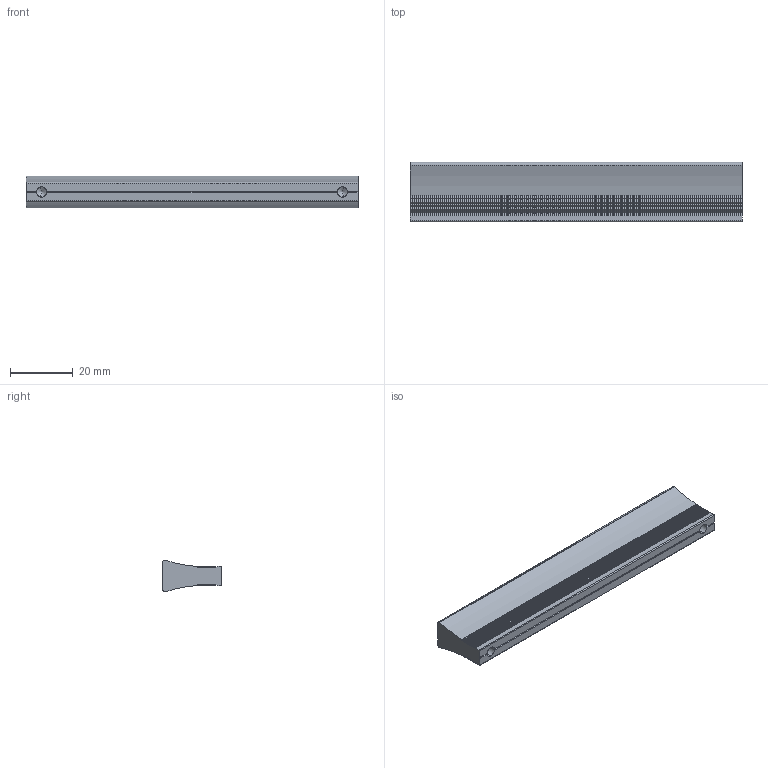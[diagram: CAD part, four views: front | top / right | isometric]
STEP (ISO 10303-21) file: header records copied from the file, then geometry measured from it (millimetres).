
FILE_DESCRIPTION (( 'STEP AP214' ), '1' );
FILE_NAME ('F002618,F002621,F002624_3D.step', '2022-06-10T07:03:40', ( '' ), ( '' ), 'SwSTEP 2.0', 'SolidWorks 2020', '' );
FILE_SCHEMA (( 'AUTOMOTIVE_DESIGN' ));
Length unit declared in the file: millimetre
Products named in the file (1): F002618,F002621,F002624_3D
Bounding box: 106 x 19.02 x 10.01 mm (x, y, z)
Volume: 13931.8 mm3; surface area: 7107.7 mm2
Topology: 1 solids, 1 shells, 124 faces, 368 edges, 242 vertices
Faces by surface type: plane 107, cylinder 13, cone 4
Entity records: 4141 total; most frequent: CARTESIAN_POINT 758, ORIENTED_EDGE 728, DIRECTION 635, EDGE_CURVE 364, VECTOR 325, LINE 325, VERTEX_POINT 242, AXIS2_PLACEMENT_3D 155
